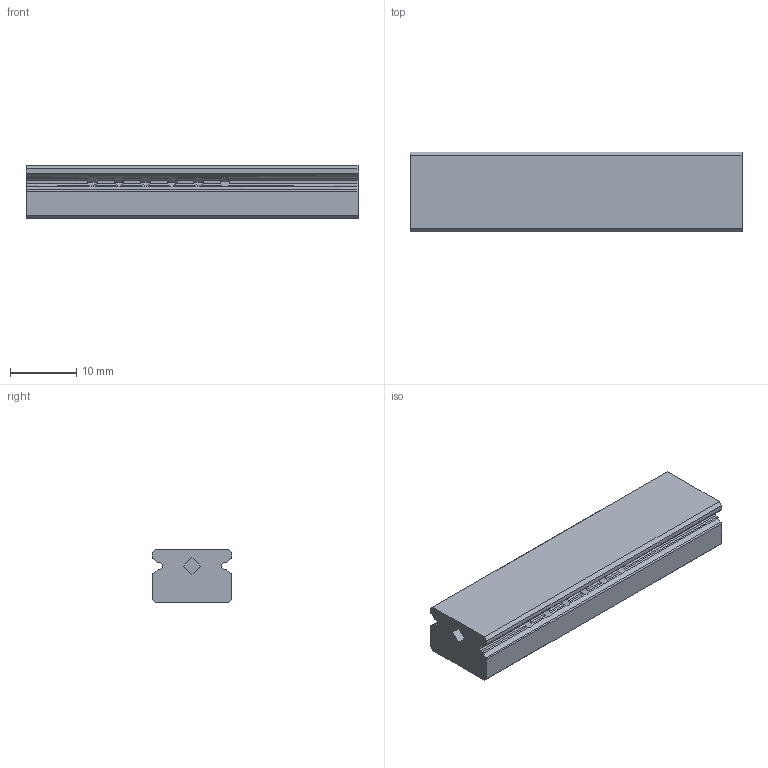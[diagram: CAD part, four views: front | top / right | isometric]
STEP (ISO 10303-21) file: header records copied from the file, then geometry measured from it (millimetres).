
FILE_DESCRIPTION(/* description */ (''),/* implementation_level */ '2;1');
FILE_NAME(/* name */ 'MGN12H- Bearing Keeper v1.step',/* time_stamp */ '2025-06-05T19:21:33-04:00',/* author */ (''),/* organization */ (''),/* preprocessor_version */ 'ST-DEVELOPER v20.1',/* originating_system */ 'Autodesk Translation Framework v14.10.0.0',/* authorisation */ '');
FILE_SCHEMA (('AUTOMOTIVE_DESIGN { 1 0 10303 214 3 1 1 }'));
Length unit declared in the file: millimetre
Products named in the file (1): MGN12H- Bearing Keeper
Bounding box: 50 x 12 x 8 mm (x, y, z)
Volume: 4333.6 mm3; surface area: 2703.1 mm2
Topology: 1 solids, 1 shells, 132 faces, 459 edges, 302 vertices
Faces by surface type: cylinder 60, plane 56, cone 12, torus 4
Full cylindrical faces by diameter (mm): 2.5 x1
Entity records: 6215 total; most frequent: CARTESIAN_POINT 2489, ORIENTED_EDGE 898, DIRECTION 640, EDGE_CURVE 449, VERTEX_POINT 302, AXIS2_PLACEMENT_3D 230, LINE 180, VECTOR 180
